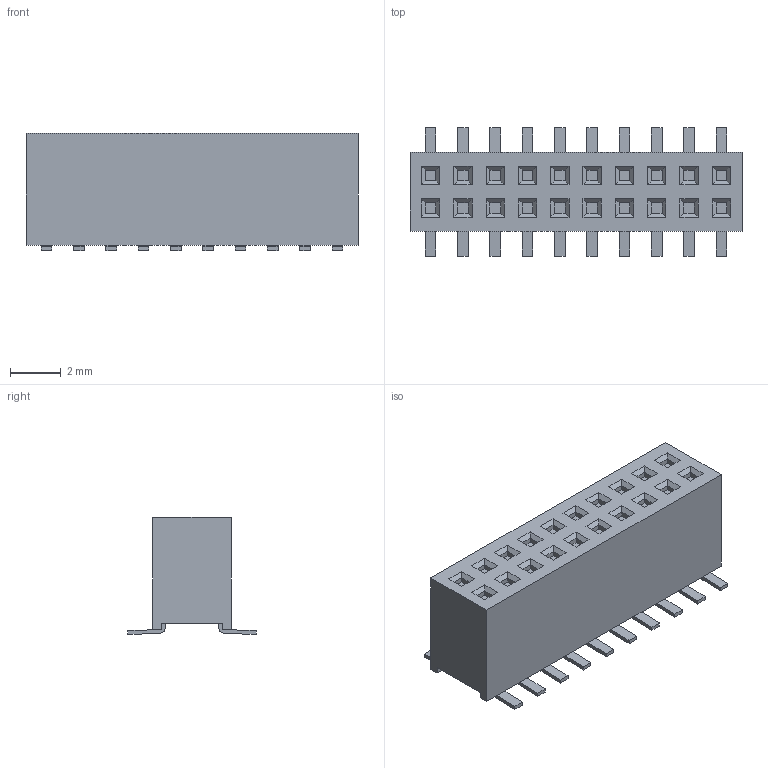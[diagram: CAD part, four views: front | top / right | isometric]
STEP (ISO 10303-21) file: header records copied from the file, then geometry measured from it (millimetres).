
FILE_DESCRIPTION(/* description */ (''),/* implementation_level */ '2;1');
FILE_NAME(/* name */ 'HARWIN_M50-3101042.stp',/* time_stamp */ '2015-04-02T10:08:35+02:00',/* author */ ('admchouv'),/* organization */ (''),/* preprocessor_version */ 'ST-DEVELOPER v15.5',/* originating_system */ 'AutoCAD Mechanical',/* authorisation */ '');
FILE_SCHEMA (('AUTOMOTIVE_DESIGN { 1 0 10303 214 3 1 1 }'));
Length unit declared in the file: millimetre
Products named in the file (1): Product
Bounding box: 13.05 x 5.05 x 4.6 mm (x, y, z)
Volume: 170.6 mm3; surface area: 546.6 mm2
Topology: 22 solids, 22 shells, 381 faces, 928 edges, 592 vertices
Faces by surface type: plane 341, cylinder 40
Entity records: 11007 total; most frequent: CARTESIAN_POINT 1902, ORIENTED_EDGE 1856, DIRECTION 1772, EDGE_CURVE 928, LINE 848, VECTOR 848, VERTEX_POINT 592, AXIS2_PLACEMENT_3D 462
